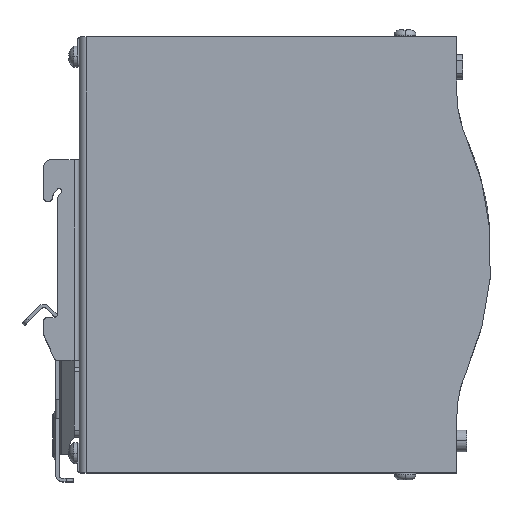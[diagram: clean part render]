
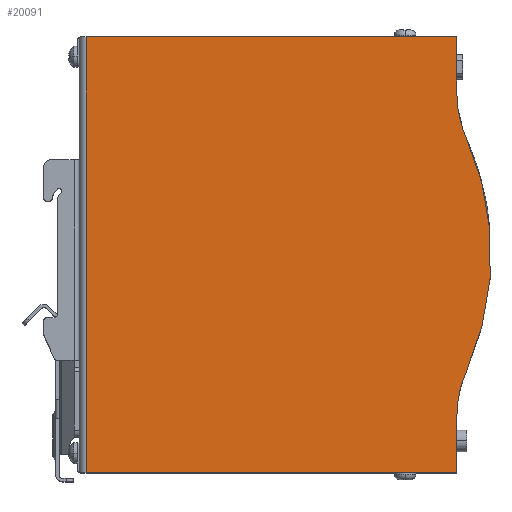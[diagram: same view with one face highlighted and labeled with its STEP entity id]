
A CAD part, top view. The second image highlights one B-rep face of the part: STEP entity #20091.
In plain terms, the highlighted planar face has unit normal (0, 0, 1).
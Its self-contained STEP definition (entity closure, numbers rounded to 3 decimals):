
#26 = AXIS2_PLACEMENT_3D ( 'NONE', #59910, #43880, #66994 ) ;
#1093 = CARTESIAN_POINT ( 'NONE',  ( 54.4, -62.75, 31.75 ) ) ;
#1173 = ORIENTED_EDGE ( 'NONE', *, *, #22619, .T. ) ;
#3053 = AXIS2_PLACEMENT_3D ( 'NONE', #57093, #62391, #38534 ) ;
#7127 = DIRECTION ( 'NONE',  ( 0., 0., 1. ) ) ;
#7741 = LINE ( 'NONE', #19114, #12420 ) ;
#10314 = CIRCLE ( 'NONE', #3053, 30. ) ;
#12310 = VECTOR ( 'NONE', #16397, 1000. ) ;
#12420 = VECTOR ( 'NONE', #14168, 1000. ) ;
#12557 = CARTESIAN_POINT ( 'NONE',  ( -54.4, -62.75, 31.75 ) ) ;
#13545 = FACE_OUTER_BOUND ( 'NONE', #56302, .T. ) ;
#14168 = DIRECTION ( 'NONE',  ( 0., 1., 0. ) ) ;
#14194 = CARTESIAN_POINT ( 'NONE',  ( -52.4, 62.75, 31.75 ) ) ;
#14732 = VERTEX_POINT ( 'NONE', #15251 ) ;
#15251 = CARTESIAN_POINT ( 'NONE',  ( 54.4, -46.008, 31.75 ) ) ;
#15385 = DIRECTION ( 'NONE',  ( 0., 1., 0. ) ) ;
#15598 = ORIENTED_EDGE ( 'NONE', *, *, #60224, .T. ) ;
#16397 = DIRECTION ( 'NONE',  ( -1., 0., 0. ) ) ;
#16757 = ORIENTED_EDGE ( 'NONE', *, *, #63362, .T. ) ;
#19114 = CARTESIAN_POINT ( 'NONE',  ( 54.4, -39.1, 31.75 ) ) ;
#20091 = ADVANCED_FACE ( 'NONE', ( #13545 ), #29867, .T. ) ;
#20406 = EDGE_CURVE ( 'NONE', #14732, #47906, #10314, .T. ) ;
#22619 = EDGE_CURVE ( 'NONE', #44820, #68344, #45174, .T. ) ;
#22677 = CARTESIAN_POINT ( 'NONE',  ( -52.4, -62.75, 31.75 ) ) ;
#23760 = EDGE_CURVE ( 'NONE', #69917, #14732, #7741, .T. ) ;
#24818 = CARTESIAN_POINT ( 'NONE',  ( 57.004, -33.784, 31.75 ) ) ;
#25398 = CIRCLE ( 'NONE', #44732, 30. ) ;
#26615 = CARTESIAN_POINT ( 'NONE',  ( 54.4, 62.75, 31.75 ) ) ;
#26657 = CARTESIAN_POINT ( 'NONE',  ( -54.4, 62.75, 31.75 ) ) ;
#27213 = EDGE_CURVE ( 'NONE', #51793, #32688, #25398, .T. ) ;
#27986 = CARTESIAN_POINT ( 'NONE',  ( 54.4, 46.008, 31.75 ) ) ;
#29867 = PLANE ( 'NONE',  #67208 ) ;
#30044 = CARTESIAN_POINT ( 'NONE',  ( 57.004, 33.784, 31.75 ) ) ;
#31114 = LINE ( 'NONE', #12557, #32334 ) ;
#31699 = CARTESIAN_POINT ( 'NONE',  ( 54.4, 62.75, 31.75 ) ) ;
#32334 = VECTOR ( 'NONE', #64089, 1000. ) ;
#32688 = VERTEX_POINT ( 'NONE', #27986 ) ;
#32810 = LINE ( 'NONE', #31699, #34609 ) ;
#34030 = LINE ( 'NONE', #22677, #71754 ) ;
#34609 = VECTOR ( 'NONE', #15385, 1000. ) ;
#36657 = DIRECTION ( 'NONE',  ( 1., 0., 0. ) ) ;
#38534 = DIRECTION ( 'NONE',  ( 1., 0., 0. ) ) ;
#41387 = ORIENTED_EDGE ( 'NONE', *, *, #23760, .T. ) ;
#41923 = CARTESIAN_POINT ( 'NONE',  ( 84.4, 46.008, 31.75 ) ) ;
#43428 = DIRECTION ( 'NONE',  ( 0., 0., -1. ) ) ;
#43564 = CIRCLE ( 'NONE', #26, 82.907 ) ;
#43880 = DIRECTION ( 'NONE',  ( 0., 0., 1. ) ) ;
#44732 = AXIS2_PLACEMENT_3D ( 'NONE', #41923, #43428, #50237 ) ;
#44820 = VERTEX_POINT ( 'NONE', #26615 ) ;
#45174 = LINE ( 'NONE', #26657, #12310 ) ;
#47547 = VERTEX_POINT ( 'NONE', #64042 ) ;
#47906 = VERTEX_POINT ( 'NONE', #24818 ) ;
#48510 = ORIENTED_EDGE ( 'NONE', *, *, #54091, .T. ) ;
#50237 = DIRECTION ( 'NONE',  ( 1., 0., 0. ) ) ;
#51793 = VERTEX_POINT ( 'NONE', #30044 ) ;
#54091 = EDGE_CURVE ( 'NONE', #68344, #47547, #34030, .T. ) ;
#56302 = EDGE_LOOP ( 'NONE', ( #1173, #48510, #15598, #41387, #56664, #16757, #71581, #68056 ) ) ;
#56664 = ORIENTED_EDGE ( 'NONE', *, *, #20406, .T. ) ;
#57093 = CARTESIAN_POINT ( 'NONE',  ( 84.4, -46.008, 31.75 ) ) ;
#57507 = EDGE_CURVE ( 'NONE', #32688, #44820, #32810, .T. ) ;
#58280 = DIRECTION ( 'NONE',  ( 0., -1., 0. ) ) ;
#59032 = CARTESIAN_POINT ( 'NONE',  ( -18.708, 0., 31.75 ) ) ;
#59910 = CARTESIAN_POINT ( 'NONE',  ( -18.708, 0., 31.75 ) ) ;
#60224 = EDGE_CURVE ( 'NONE', #47547, #69917, #31114, .T. ) ;
#62391 = DIRECTION ( 'NONE',  ( 0., 0., -1. ) ) ;
#63362 = EDGE_CURVE ( 'NONE', #47906, #51793, #43564, .T. ) ;
#64042 = CARTESIAN_POINT ( 'NONE',  ( -52.4, -62.75, 31.75 ) ) ;
#64089 = DIRECTION ( 'NONE',  ( 1., 0., 0. ) ) ;
#66994 = DIRECTION ( 'NONE',  ( 1., 0., 0. ) ) ;
#67208 = AXIS2_PLACEMENT_3D ( 'NONE', #59032, #7127, #36657 ) ;
#68056 = ORIENTED_EDGE ( 'NONE', *, *, #57507, .T. ) ;
#68344 = VERTEX_POINT ( 'NONE', #14194 ) ;
#69917 = VERTEX_POINT ( 'NONE', #1093 ) ;
#71581 = ORIENTED_EDGE ( 'NONE', *, *, #27213, .T. ) ;
#71754 = VECTOR ( 'NONE', #58280, 1000. ) ;
